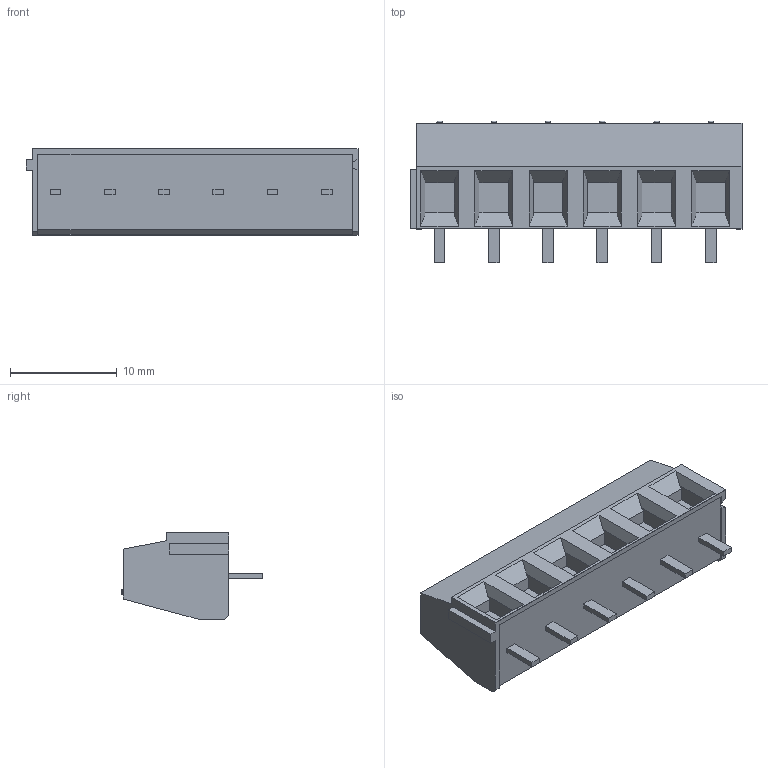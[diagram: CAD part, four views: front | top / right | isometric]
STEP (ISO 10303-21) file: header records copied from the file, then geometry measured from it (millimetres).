
FILE_DESCRIPTION((''),'2;1');
FILE_NAME('398800306','2015-02-27T',('me'),(''),'PRO/ENGINEER BY PARAMETRIC TECHNOLOGY CORPORATION, 2011490','PRO/ENGINEER BY PARAMETRIC TECHNOLOGY CORPORATION, 2011490','');
FILE_SCHEMA(('CONFIG_CONTROL_DESIGN'));
Length unit declared in the file: inch
Products named in the file (1): 398800306
Bounding box: 31.09 x 13.27 x 8.13 mm (x, y, z)
Volume: 1774.2 mm3; surface area: 1790 mm2
Topology: 1 solids, 1 shells, 239 faces, 649 edges, 448 vertices
Faces by surface type: plane 166, cylinder 49, bspline 12, cone 6, torus 6
Entity records: 8254 total; most frequent: CARTESIAN_POINT 2127, DIRECTION 1287, ORIENTED_EDGE 1238, EDGE_CURVE 619, AXIS2_PLACEMENT_3D 434, VECTOR 419, LINE 419, VERTEX_POINT 400
